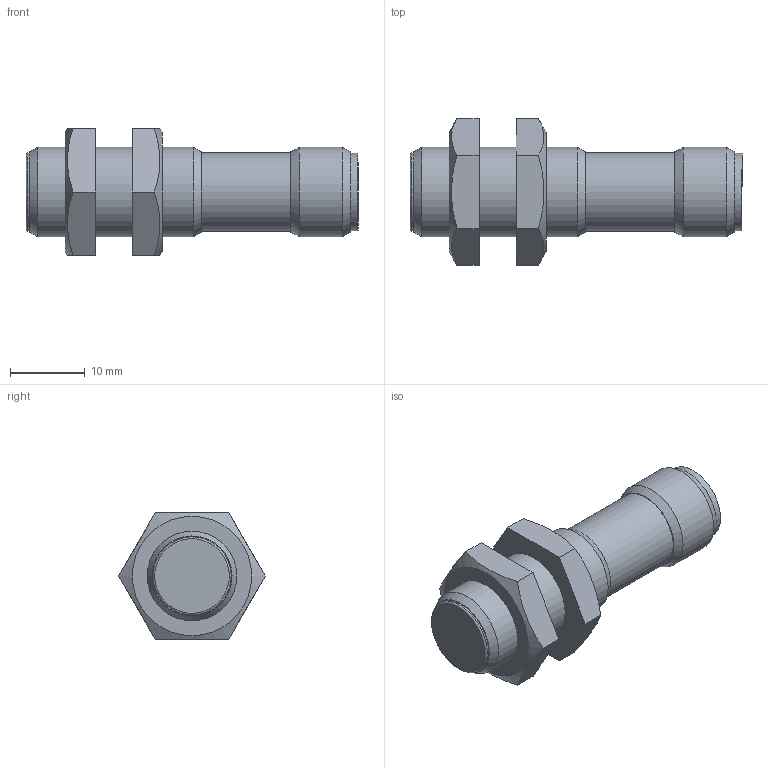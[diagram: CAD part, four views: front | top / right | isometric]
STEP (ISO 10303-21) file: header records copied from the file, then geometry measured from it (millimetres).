
FILE_DESCRIPTION(/* description */ (''),/* implementation_level */ '2;1');
FILE_NAME(/* name */ 'KJ2_M12MB45_V2.stp',/* time_stamp */ '2026-01-07T08:58:11+01:00',/* author */ ('L43FV9'),/* organization */ (''),/* preprocessor_version */ 'ST-DEVELOPER v20.1',/* originating_system */ 'Autodesk Inventor 2026',/* authorisation */ '');
FILE_SCHEMA (('AUTOMOTIVE_DESIGN { 1 0 10303 214 3 1 1 }'));
Length unit declared in the file: millimetre
Products named in the file (1): KJ2_M12MB45_V2_Vereinfachen_1
Bounding box: 44.5 x 19.63 x 17 mm (x, y, z)
Volume: 5631.8 mm3; surface area: 2505.9 mm2
Topology: 1 solids, 1 shells, 43 faces, 92 edges, 60 vertices
Faces by surface type: plane 26, cylinder 9, cone 7, torus 1
Full cylindrical faces by diameter (mm): 10.4 x1, 10.5 x2, 12 x4
Entity records: 1278 total; most frequent: CARTESIAN_POINT 220, DIRECTION 202, ORIENTED_EDGE 184, EDGE_CURVE 92, AXIS2_PLACEMENT_3D 78, VERTEX_POINT 60, EDGE_LOOP 52, LINE 46
